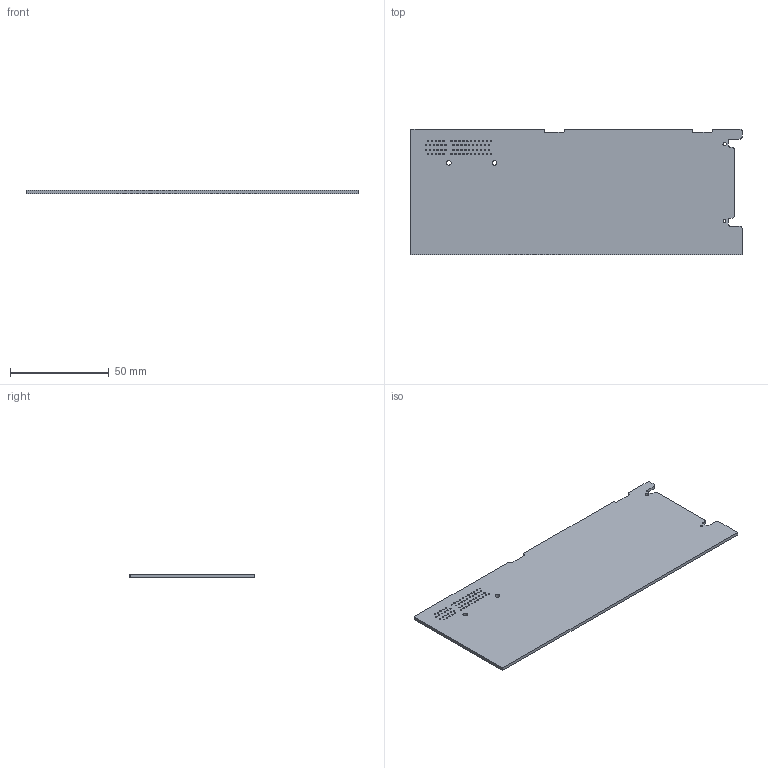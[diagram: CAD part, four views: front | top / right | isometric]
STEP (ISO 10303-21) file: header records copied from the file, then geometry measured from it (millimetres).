
FILE_DESCRIPTION(('KiCad electronic assembly'),'2;1');
FILE_NAME('u2CEM.step','2022-10-15T10:10:40',('Pcbnew'),('Kicad'), 'Open CASCADE STEP processor 7.6','KiCad to STEP converter','Unknown' );
FILE_SCHEMA(('AUTOMOTIVE_DESIGN { 1 0 10303 214 1 1 1 1 }'));
Length unit declared in the file: millimetre
Products named in the file (2): u2CEM 1; u2CEM PCB
Assembly tree (1 placements, depth 2):
  u2CEM 1
    u2CEM PCB
Bounding box: 168 x 63.5 x 1.6 mm (x, y, z)
Volume: 16642.3 mm3; surface area: 21839.7 mm2
Topology: 1 solids, 1 shells, 232 faces, 690 edges, 460 vertices
Faces by surface type: plane 164, cylinder 68
Full cylindrical faces by diameter (mm): 0.7 x64, 1.25 x1, 1.65 x1, 2.35 x2
Entity records: 17447 total; most frequent: CARTESIAN_POINT 3580, DIRECTION 2538, LINE 1798, VECTOR 1798, ORIENTED_EDGE 1380, PCURVE 1380, DEFINITIONAL_REPRESENTATION 1380, EDGE_CURVE 690
